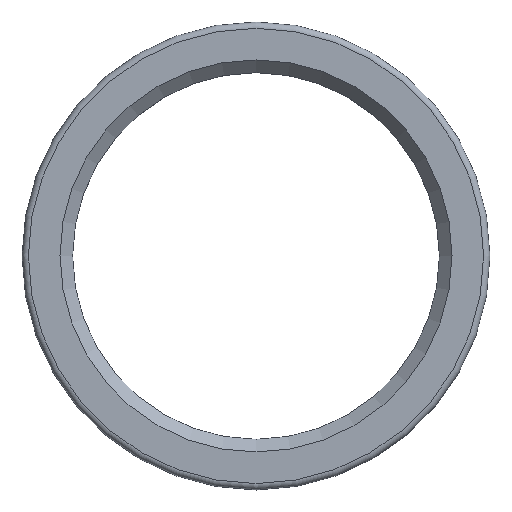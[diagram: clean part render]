
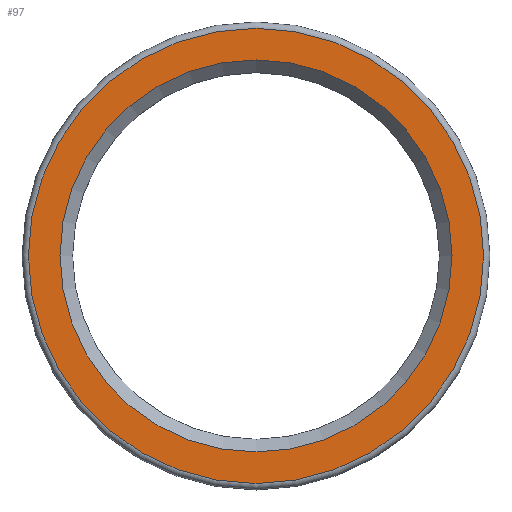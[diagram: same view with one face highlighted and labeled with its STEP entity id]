
A CAD part, top view. The second image highlights one B-rep face of the part: STEP entity #97.
In plain terms, the highlighted planar face has unit normal (0, 0, 1).
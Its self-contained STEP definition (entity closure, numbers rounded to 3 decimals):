
#16=PLANE($,#113);
#24=FACE_BOUND($,#43,.T.);
#25=FACE_BOUND($,#44,.T.);
#43=EDGE_LOOP($,(#83));
#44=EDGE_LOOP($,(#84));
#55=CIRCLE($,#112,18.);
#56=CIRCLE($,#114,15.5);
#63=VERTEX_POINT($,#167);
#64=VERTEX_POINT($,#170);
#71=EDGE_CURVE($,#63,#63,#55,.T.);
#72=EDGE_CURVE($,#64,#64,#56,.T.);
#83=ORIENTED_EDGE($,*,*,#72,.F.);
#84=ORIENTED_EDGE($,*,*,#71,.F.);
#97=ADVANCED_FACE($,(#24,#25),#16,.F.);
#112=AXIS2_PLACEMENT_3D($,#168,#138,#139);
#113=AXIS2_PLACEMENT_3D($,#169,#140,#141);
#114=AXIS2_PLACEMENT_3D($,#171,#142,#143);
#138=DIRECTION('center_axis',(0.,0.,-1.));
#139=DIRECTION('ref_axis',(-1.,0.,0.));
#140=DIRECTION('center_axis',(0.,0.,-1.));
#141=DIRECTION('ref_axis',(-1.,0.,0.));
#142=DIRECTION('center_axis',(0.,0.,1.));
#143=DIRECTION('ref_axis',(-1.,0.,0.));
#167=CARTESIAN_POINT('',(18.,0.,6.2));
#168=CARTESIAN_POINT('Origin',(0.,0.,6.2));
#169=CARTESIAN_POINT('Origin',(0.,0.,6.2));
#170=CARTESIAN_POINT('',(15.5,0.,6.2));
#171=CARTESIAN_POINT('Origin',(0.,0.,6.2));
